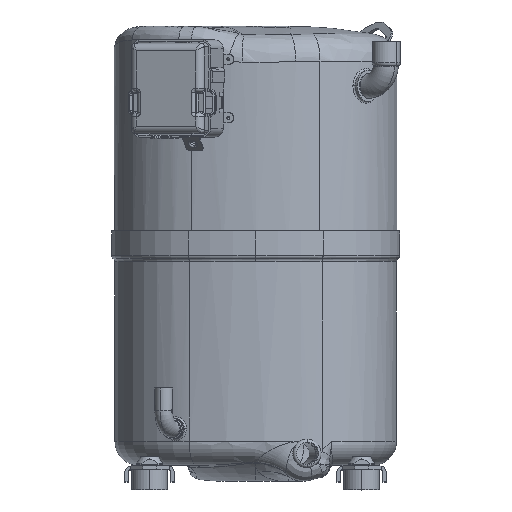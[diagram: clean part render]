
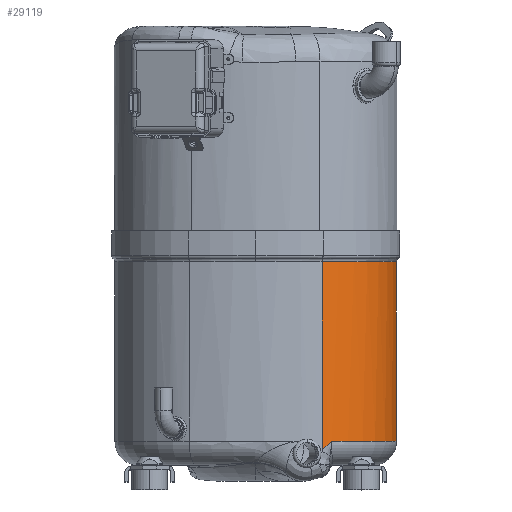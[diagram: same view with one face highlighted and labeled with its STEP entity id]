
A CAD part, top view. The second image highlights one B-rep face of the part: STEP entity #29119.
In plain terms, the highlighted cylindrical face has radius 94.945 mm (diameter 189.89 mm), a partial arc.
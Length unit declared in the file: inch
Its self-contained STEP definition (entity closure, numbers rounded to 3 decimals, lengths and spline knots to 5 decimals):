
#2076 = CARTESIAN_POINT ( 'NONE',  ( 2.53343, -7.57364, 3.5109 ) ) ;
#2116 = ORIENTED_EDGE ( 'NONE', *, *, #36175, .T. ) ;
#2235 = VERTEX_POINT ( 'NONE', #18361 ) ;
#3054 = CARTESIAN_POINT ( 'NONE',  ( 2.34941, -7.438, -3.57267 ) ) ;
#4194 = CIRCLE ( 'NONE', #35828, 3.738 ) ;
#4505 = VECTOR ( 'NONE', #27760, 39.37008 ) ;
#5080 = CARTESIAN_POINT ( 'NONE',  ( 2.61225, -7.50256, 3.48098 ) ) ;
#5619 = EDGE_CURVE ( 'NONE', #31137, #8703, #20045, .T. ) ;
#6105 = LINE ( 'NONE', #31228, #28467 ) ;
#7603 = CARTESIAN_POINT ( 'NONE',  ( 1.25, -1.09661, 0. ) ) ;
#7911 = CARTESIAN_POINT ( 'NONE',  ( 2.3936, -7.73415, 3.55907 ) ) ;
#8017 = CARTESIAN_POINT ( 'NONE',  ( 2.65325, -7.46948, 3.46462 ) ) ;
#8143 = EDGE_LOOP ( 'NONE', ( #8192, #19479, #31208, #30418, #2116 ) ) ;
#8192 = ORIENTED_EDGE ( 'NONE', *, *, #5619, .T. ) ;
#8703 = VERTEX_POINT ( 'NONE', #37589 ) ;
#10314 = CARTESIAN_POINT ( 'NONE',  ( 2.34941, 0., -3.57267 ) ) ;
#10542 = EDGE_CURVE ( 'NONE', #2235, #31834, #27523, .T. ) ;
#10550 = DIRECTION ( 'NONE',  ( 0., 0., -1. ) ) ;
#10830 = CARTESIAN_POINT ( 'NONE',  ( 2.34941, -7.80956, 3.57267 ) ) ;
#10957 = CARTESIAN_POINT ( 'NONE',  ( 2.67827, -7.4504, 3.45438 ) ) ;
#12556 = CYLINDRICAL_SURFACE ( 'NONE', #18222, 3.738 ) ;
#12622 = CARTESIAN_POINT ( 'NONE',  ( 1.25, -7.438, 0. ) ) ;
#13352 = CARTESIAN_POINT ( 'NONE',  ( 2.6951, -7.438, 3.44736 ) ) ;
#13869 = CARTESIAN_POINT ( 'NONE',  ( 2.69093, -7.44104, 3.44912 ) ) ;
#15569 = DIRECTION ( 'NONE',  ( 0., 0., -1. ) ) ;
#16811 = CARTESIAN_POINT ( 'NONE',  ( 2.34941, -1.09661, 3.57267 ) ) ;
#17332 = CIRCLE ( 'NONE', #24124, 3.738 ) ;
#18222 = AXIS2_PLACEMENT_3D ( 'NONE', #30197, #18454, #33130 ) ;
#18361 = CARTESIAN_POINT ( 'NONE',  ( 2.34941, -7.80956, 3.57267 ) ) ;
#18454 = DIRECTION ( 'NONE',  ( 0., -1., 0. ) ) ;
#19479 = ORIENTED_EDGE ( 'NONE', *, *, #20032, .T. ) ;
#19603 = CARTESIAN_POINT ( 'NONE',  ( 2.44586, -7.6663, 3.54209 ) ) ;
#20032 = EDGE_CURVE ( 'NONE', #8703, #24222, #4194, .T. ) ;
#20045 = LINE ( 'NONE', #10314, #4505 ) ;
#20303 = FACE_OUTER_BOUND ( 'NONE', #8143, .T. ) ;
#22549 = CARTESIAN_POINT ( 'NONE',  ( 2.56428, -7.54421, 3.4995 ) ) ;
#24124 = AXIS2_PLACEMENT_3D ( 'NONE', #12622, #33039, #15569 ) ;
#24222 = VERTEX_POINT ( 'NONE', #16811 ) ;
#25461 = CARTESIAN_POINT ( 'NONE',  ( 2.62851, -7.48909, 3.47457 ) ) ;
#27523 = B_SPLINE_CURVE_WITH_KNOTS ( 'NONE', 3,
 ( #10830, #7911, #19603, #2076, #22549, #5080, #25461, #8017, #28416, #10957, #31320, #13869, #34272 ),
 .UNSPECIFIED., .F., .F.,
 ( 4, 2, 2, 2, 1, 2, 4 ),
 ( 0., 0.00665, 0.00997, 0.01164, 0.01247, 0.01288, 0.0133 ),
 .UNSPECIFIED. ) ;
#27760 = DIRECTION ( 'NONE',  ( 0., 1., 0. ) ) ;
#27999 = DIRECTION ( 'NONE',  ( 0., -1., 0. ) ) ;
#28312 = DIRECTION ( 'NONE',  ( 0., -1., 0. ) ) ;
#28416 = CARTESIAN_POINT ( 'NONE',  ( 2.6657, -7.45983, 3.45956 ) ) ;
#28467 = VECTOR ( 'NONE', #28312, 39.37008 ) ;
#29119 = ADVANCED_FACE ( 'NONE', ( #20303 ), #12556, .T. ) ;
#30197 = CARTESIAN_POINT ( 'NONE',  ( 1.25, 0., 0. ) ) ;
#30418 = ORIENTED_EDGE ( 'NONE', *, *, #10542, .T. ) ;
#30525 = EDGE_CURVE ( 'NONE', #24222, #2235, #6105, .T. ) ;
#31137 = VERTEX_POINT ( 'NONE', #3054 ) ;
#31208 = ORIENTED_EDGE ( 'NONE', *, *, #30525, .T. ) ;
#31228 = CARTESIAN_POINT ( 'NONE',  ( 2.34941, 0., 3.57267 ) ) ;
#31320 = CARTESIAN_POINT ( 'NONE',  ( 2.68667, -7.44416, 3.45089 ) ) ;
#31834 = VERTEX_POINT ( 'NONE', #13352 ) ;
#33039 = DIRECTION ( 'NONE',  ( 0., 1., 0. ) ) ;
#33130 = DIRECTION ( 'NONE',  ( 0., 0., -1. ) ) ;
#34272 = CARTESIAN_POINT ( 'NONE',  ( 2.6951, -7.438, 3.44736 ) ) ;
#35828 = AXIS2_PLACEMENT_3D ( 'NONE', #7603, #27999, #10550 ) ;
#36175 = EDGE_CURVE ( 'NONE', #31834, #31137, #17332, .T. ) ;
#37589 = CARTESIAN_POINT ( 'NONE',  ( 2.34941, -1.09661, -3.57267 ) ) ;
